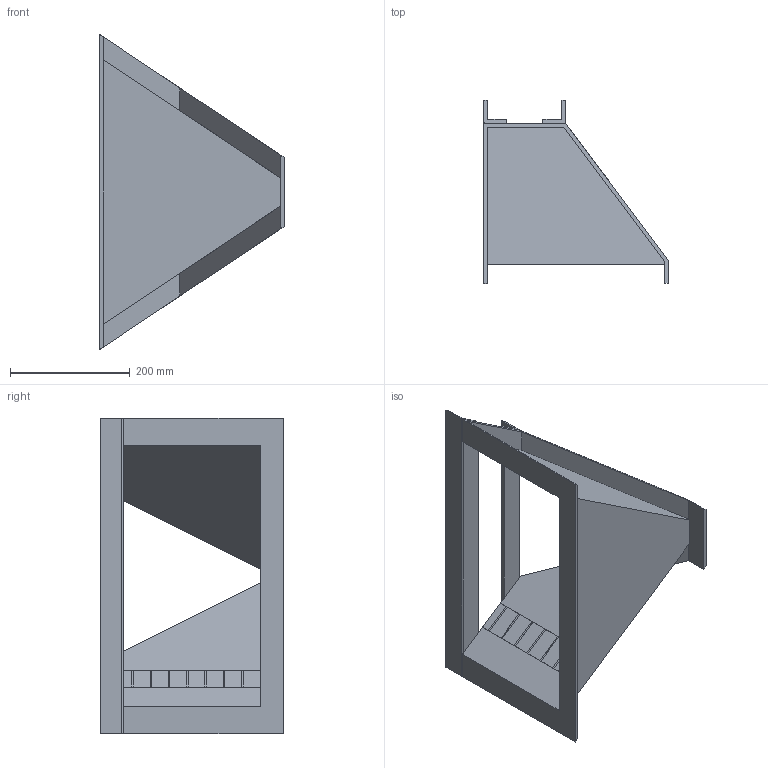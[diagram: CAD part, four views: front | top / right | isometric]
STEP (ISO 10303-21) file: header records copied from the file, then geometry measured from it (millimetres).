
FILE_DESCRIPTION (( 'STEP AP214' ), '1' );
FILE_NAME ('0.75H Flume Assy no options.STEP', '2020-08-28T12:48:10', ( '' ), ( '' ), 'SwSTEP 2.0', 'SolidWorks 2020', '' );
FILE_SCHEMA (( 'AUTOMOTIVE_DESIGN' ));
Length unit declared in the file: inch
Products named in the file (3): Parshall Staff Gauge 24in long parshall staff gauge_English Staff Gauge - 9in; 0.75H H Flume_0.75'' H FLUME; 0.75H Flume Assy no options
Assembly tree (2 placements, depth 2):
  0.75H Flume Assy no options
    0.75H H Flume_0.75'' H FLUME
    Parshall Staff Gauge 24in long parshall staff gauge_English Staff Gauge - 9in
Bounding box: 308.61 x 304.8 x 525.92 mm (x, y, z)
Volume: 2089248.1 mm3; surface area: 706796.1 mm2
Topology: 4 solids, 4 shells, 76 faces, 202 edges, 134 vertices
Faces by surface type: plane 72, cylinder 4
Entity records: 2976 total; most frequent: CARTESIAN_POINT 441, ORIENTED_EDGE 404, DIRECTION 356, EDGE_CURVE 202, LINE 194, VECTOR 194, VERTEX_POINT 134, AXIS2_PLACEMENT_3D 81
